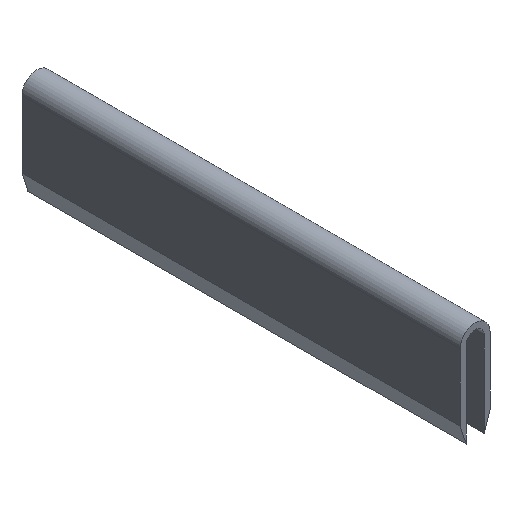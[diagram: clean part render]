
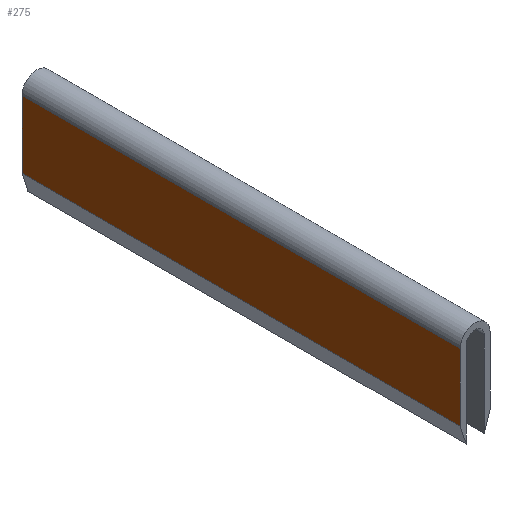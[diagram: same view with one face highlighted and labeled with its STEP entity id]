
A CAD part, isometric view. The second image highlights one B-rep face of the part: STEP entity #275.
In plain terms, the highlighted planar face has unit normal (-1, 0, 0).
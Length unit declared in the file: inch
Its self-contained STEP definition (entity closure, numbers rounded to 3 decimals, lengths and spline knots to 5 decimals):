
#24=CARTESIAN_POINT('',(2.95272,11.32957,-0.46025));
#25=VERTEX_POINT('',#24);
#42=CARTESIAN_POINT('',(2.95272,5.32957,-0.46025));
#43=VERTEX_POINT('',#42);
#50=CARTESIAN_POINT('',(2.95272,5.32957,-0.46025));
#51=DIRECTION('',(0.,1.,0.));
#52=VECTOR('',#51,1.);
#53=LINE('',#50,#52);
#54=EDGE_CURVE('',#43,#25,#53,.T.);
#221=CARTESIAN_POINT('',(2.95272,11.32957,0.46025));
#222=VERTEX_POINT('',#221);
#230=CARTESIAN_POINT('',(2.95272,5.32957,0.46025));
#231=VERTEX_POINT('',#230);
#232=CARTESIAN_POINT('',(2.95272,5.32957,0.46025));
#233=DIRECTION('',(0.,1.,0.));
#234=VECTOR('',#233,1.);
#235=LINE('',#232,#234);
#236=EDGE_CURVE('',#231,#222,#235,.T.);
#254=CARTESIAN_POINT('',(2.95272,11.32957,0.46025));
#255=DIRECTION('',(0.,0.,-1.));
#256=VECTOR('',#255,1.);
#257=LINE('',#254,#256);
#258=EDGE_CURVE('',#222,#25,#257,.T.);
#259=ORIENTED_EDGE('',*,*,#258,.T.);
#260=ORIENTED_EDGE('',*,*,#54,.F.);
#261=CARTESIAN_POINT('',(2.95272,5.32957,0.46025));
#262=DIRECTION('',(0.,0.,-1.));
#263=VECTOR('',#262,1.);
#264=LINE('',#261,#263);
#265=EDGE_CURVE('',#231,#43,#264,.T.);
#266=ORIENTED_EDGE('',*,*,#265,.F.);
#267=ORIENTED_EDGE('',*,*,#236,.T.);
#268=EDGE_LOOP('',(#259,#260,#266,#267));
#269=FACE_OUTER_BOUND('',#268,.T.);
#270=CARTESIAN_POINT('',(2.95272,5.32957,0.));
#271=DIRECTION('',(-1.,0.,0.));
#272=DIRECTION('',(0.,0.,1.));
#273=AXIS2_PLACEMENT_3D('',#270,#271,#272);
#274=PLANE('',#273);
#275=ADVANCED_FACE('',(#269),#274,.T.);
